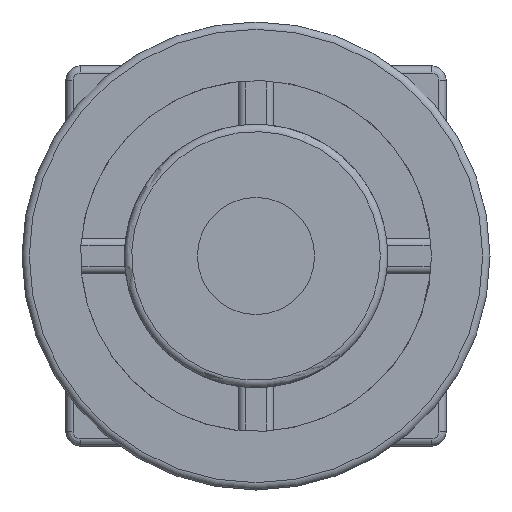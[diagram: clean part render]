
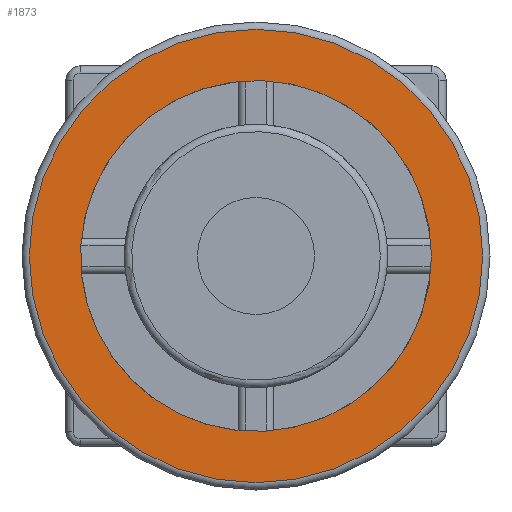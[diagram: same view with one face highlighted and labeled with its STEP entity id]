
A CAD part, front view. The second image highlights one B-rep face of the part: STEP entity #1873.
In plain terms, the highlighted planar face has unit normal (0, -1, 0).
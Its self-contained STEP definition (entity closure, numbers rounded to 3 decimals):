
#41=FACE_BOUND('',#387,.T.);
#77=CIRCLE('',#2009,15.5);
#79=CIRCLE('',#2013,12.);
#200=PLANE('',#2012);
#262=FACE_OUTER_BOUND('',#386,.T.);
#386=EDGE_LOOP('',(#1348));
#387=EDGE_LOOP('',(#1349));
#844=VERTEX_POINT('',#3084);
#846=VERTEX_POINT('',#3090);
#1046=EDGE_CURVE('',#844,#844,#77,.T.);
#1048=EDGE_CURVE('',#846,#846,#79,.T.);
#1348=ORIENTED_EDGE('',*,*,#1046,.F.);
#1349=ORIENTED_EDGE('',*,*,#1048,.T.);
#1873=ADVANCED_FACE('',(#262,#41),#200,.T.);
#2009=AXIS2_PLACEMENT_3D('',#3085,#2318,#2319);
#2012=AXIS2_PLACEMENT_3D('',#3089,#2324,#2325);
#2013=AXIS2_PLACEMENT_3D('',#3091,#2326,#2327);
#2318=DIRECTION('center_axis',(0.,1.,0.));
#2319=DIRECTION('ref_axis',(-1.,0.,0.));
#2324=DIRECTION('center_axis',(0.,-1.,0.));
#2325=DIRECTION('ref_axis',(0.,0.,-1.));
#2326=DIRECTION('center_axis',(0.,1.,0.));
#2327=DIRECTION('ref_axis',(-1.,0.,0.));
#3084=CARTESIAN_POINT('',(15.5,0.,0.));
#3085=CARTESIAN_POINT('Origin',(0.,0.,0.));
#3089=CARTESIAN_POINT('Origin',(0.,0.,0.));
#3090=CARTESIAN_POINT('',(12.,0.,0.));
#3091=CARTESIAN_POINT('Origin',(0.,0.,0.));
